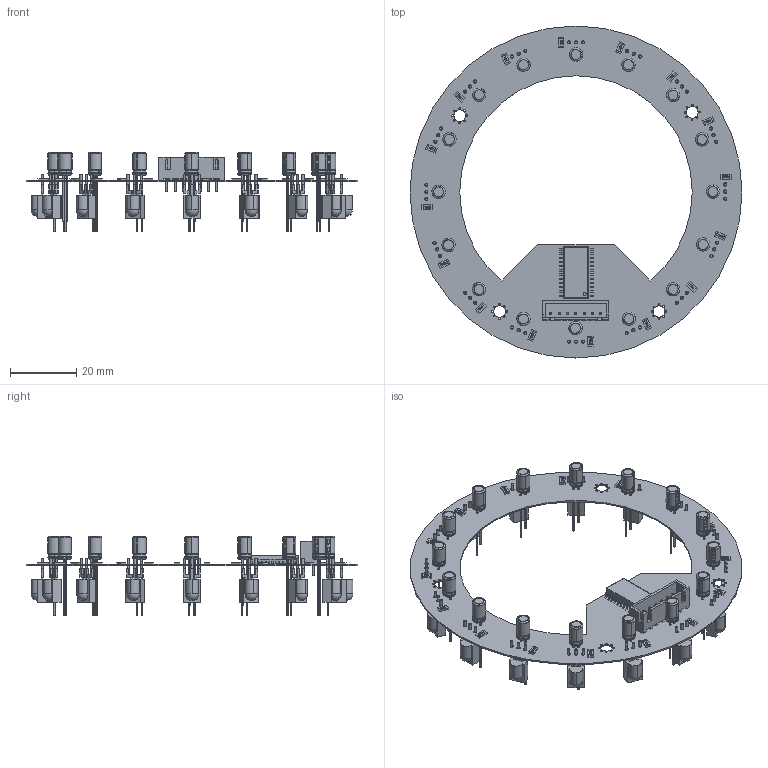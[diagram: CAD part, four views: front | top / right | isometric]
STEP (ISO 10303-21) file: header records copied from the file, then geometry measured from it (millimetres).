
FILE_DESCRIPTION(('Open CASCADE Model'),'2;1');
FILE_NAME('Open CASCADE Shape Model','2025-08-23T00:11:56',('Author'),( 'Open CASCADE'),'Open CASCADE STEP processor 6.8','Open CASCADE 6.8' ,'Unknown');
FILE_SCHEMA(('AUTOMOTIVE_DESIGN { 1 0 10303 214 1 1 1 1 }'));
Length unit declared in the file: millimetre
Products named in the file (72): PCB; Board; Open CASCADE STEP translator 6.8 3.1.1; C7; User_Library-Cap_4x7; User_Library-Cap_4x7_1_1; User_Library-Cap_4x7_2_1; User_Library-Cap_4x7_3_1; User_Library-Cap_4x7_4_1; User_Library-Cap_4x7_5_1; User_Library-Cap_4x7_6_1; User_Library-Cap_4x7_7_1; User_Library-Cap_4x7_8_1; User_Library-Cap_4x7_9_1; User_Library-Cap_4x7_10_1; R7; R1206; C5; R5; C3; R3; C1; R1; C2; R2; C4; R4; C6; R6; C8; R8; C11; R10; C12; R12; C14; R14; C16; R16; C15 ...
Assembly tree (139 placements, depth 5):
  PCB
    Board
      Open CASCADE STEP translator 6.8 3.1.1
    C7
      User_Library-Cap_4x7
        User_Library-Cap_4x7_1_1
        User_Library-Cap_4x7_2_1
        User_Library-Cap_4x7_3_1
        User_Library-Cap_4x7_4_1
        User_Library-Cap_4x7_5_1
        User_Library-Cap_4x7_6_1
        User_Library-Cap_4x7_7_1
        User_Library-Cap_4x7_8_1
        User_Library-Cap_4x7_9_1
        User_Library-Cap_4x7_10_1
    R7
      R1206
    C5
      User_Library-Cap_4x7
        User_Library-Cap_4x7_1_1
        User_Library-Cap_4x7_2_1
        User_Library-Cap_4x7_3_1
        User_Library-Cap_4x7_4_1
        User_Library-Cap_4x7_5_1
        User_Library-Cap_4x7_6_1
        User_Library-Cap_4x7_7_1
        User_Library-Cap_4x7_8_1
        User_Library-Cap_4x7_9_1
        User_Library-Cap_4x7_10_1
    R5
      R1206
    C3
      User_Library-Cap_4x7
        User_Library-Cap_4x7_1_1
        User_Library-Cap_4x7_2_1
        User_Library-Cap_4x7_3_1
        User_Library-Cap_4x7_4_1
        User_Library-Cap_4x7_5_1
        User_Library-Cap_4x7_6_1
        User_Library-Cap_4x7_7_1
        User_Library-Cap_4x7_8_1
        User_Library-Cap_4x7_9_1
        User_Library-Cap_4x7_10_1
    R3
      R1206
    C1
      User_Library-Cap_4x7
        User_Library-Cap_4x7_1_1
        User_Library-Cap_4x7_2_1
        User_Library-Cap_4x7_3_1
        User_Library-Cap_4x7_4_1
        User_Library-Cap_4x7_5_1
        User_Library-Cap_4x7_6_1
        User_Library-Cap_4x7_7_1
        User_Library-Cap_4x7_8_1
        User_Library-Cap_4x7_9_1
        User_Library-Cap_4x7_10_1
    R1
      R1206
    C2
Bounding box: 100 x 100 x 24 mm (x, y, z)
Volume: 6194.1 mm3; surface area: 20148.5 mm2
Topology: 226 solids, 227 shells, 4797 faces, 11706 edges, 7513 vertices
Faces by surface type: plane 2348, cylinder 1391, bspline 648, extrusion 384, sphere 26
Full cylindrical faces by diameter (mm): 0.5 x32, 0.6 x32, 0.7 x48, 0.95 x1, 1 x48, 1.1 x7, 3.5 x4, 100 x1
Entity records: 28552 total; most frequent: CARTESIAN_POINT 6751, DIRECTION 3404, ORIENTED_EDGE 3305, EDGE_CURVE 1653, AXIS2_PLACEMENT_3D 1172, VECTOR 1060, VERTEX_POINT 1051, LINE 1036
